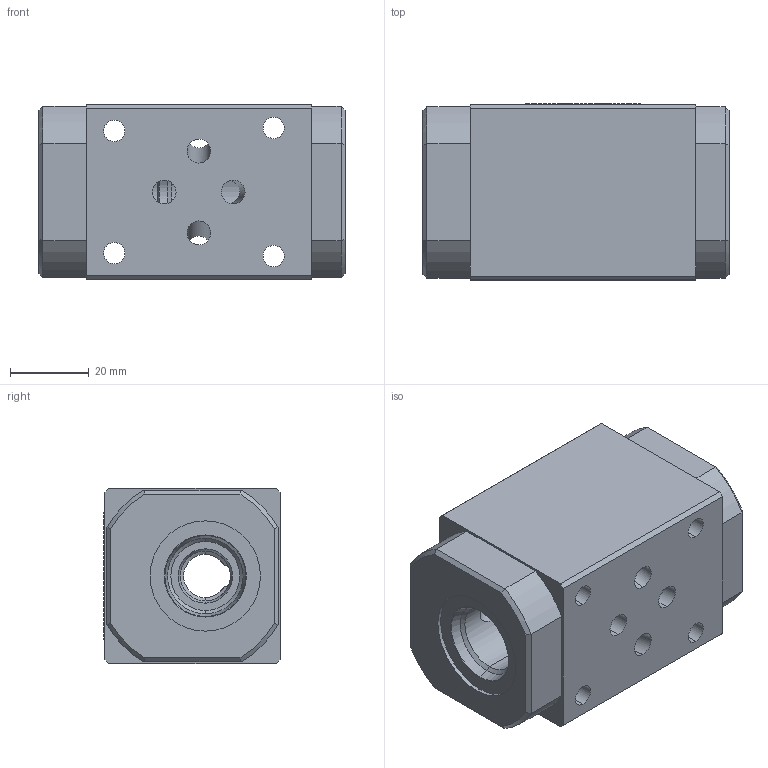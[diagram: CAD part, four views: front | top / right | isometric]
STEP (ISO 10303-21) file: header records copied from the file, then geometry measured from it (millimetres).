
FILE_DESCRIPTION (( 'STEP AP203' ), '1' );
FILE_NAME ('MH03CDS-08W2-08W3-Z01.STEP', '2025-01-10T00:14:20', ( 'user' ), ( '' ), 'SwSTEP 2.0', 'SolidWorks 2018', '' );
FILE_SCHEMA (( 'CONFIG_CONTROL_DESIGN' ));
Length unit declared in the file: millimetre
Products named in the file (3): 4KAA012AA001_格萊圈組裝(內徑9.87); 6EC03040CDSXXA001; MH03CDS-08W2-08W3-Z01
Assembly tree (5 placements, depth 2):
  MH03CDS-08W2-08W3-Z01
    4KAA012AA001_格萊圈組裝(內徑9.87)  x4
    6EC03040CDSXXA001
Bounding box: 77.7 x 44.75 x 44.5 mm (x, y, z)
Volume: 123084.1 mm3; surface area: 26854.6 mm2
Topology: 5 solids, 5 shells, 493 faces, 1331 edges, 862 vertices
Faces by surface type: cylinder 214, plane 170, bspline 49, cone 42, torus 18
Entity records: 17581 total; most frequent: CARTESIAN_POINT 5143, ORIENTED_EDGE 2610, DIRECTION 2438, EDGE_CURVE 1305, AXIS2_PLACEMENT_3D 873, VERTEX_POINT 850, LINE 692, VECTOR 692
